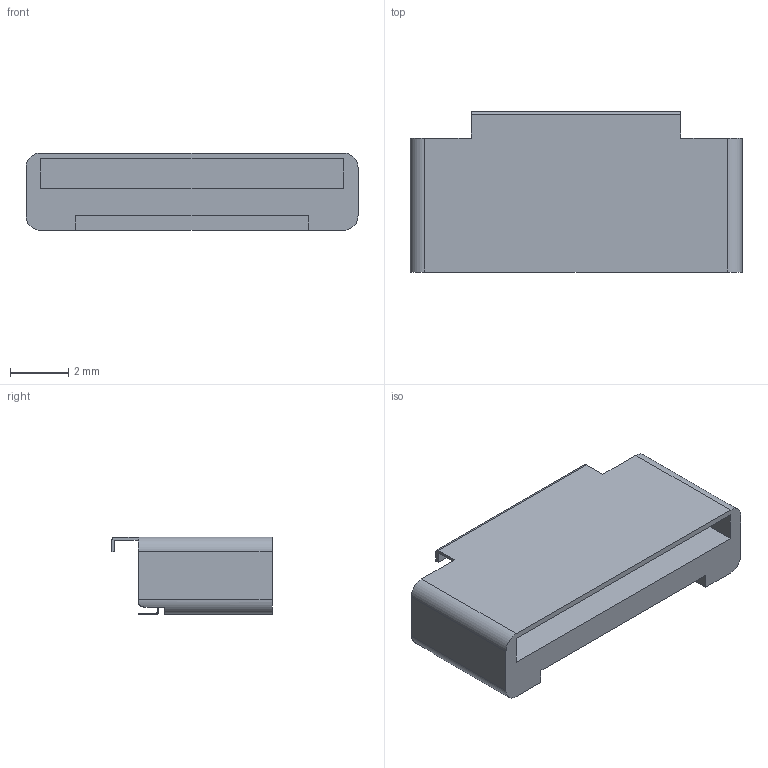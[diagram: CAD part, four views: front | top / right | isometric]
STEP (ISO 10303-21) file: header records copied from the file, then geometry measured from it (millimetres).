
FILE_DESCRIPTION( ( '' ), ' ' );
FILE_NAME( '5a96596a421fc40ee3f28414.step', '2018-02-28T07:25:31', ( '' ), ( '' ), ' ', ' ', ' ' );
FILE_SCHEMA( ( 'AUTOMOTIVE_DESIGN { 1 0 10303 214 1 1 1 1 }' ) );
Length unit declared in the file: metre
Products named in the file (1): Open CASCADE STEP translator 6.8 1
Bounding box: 11.4 x 5.5 x 2.67 mm (x, y, z)
Volume: 107.6 mm3; surface area: 255.2 mm2
Topology: 1 solids, 1 shells, 102 faces, 273 edges, 182 vertices
Faces by surface type: plane 79, cylinder 23
Entity records: 5372 total; most frequent: CARTESIAN_POINT 574, ORIENTED_EDGE 546, DIRECTION 523, STYLED_ITEM 375, PRESENTATION_STYLE_ASSIGNMENT 375, COLOUR_RGB 375, EDGE_CURVE 273, CURVE_STYLE 273
